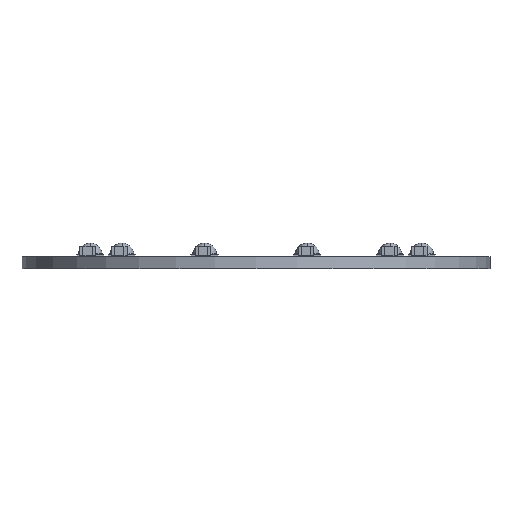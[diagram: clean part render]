
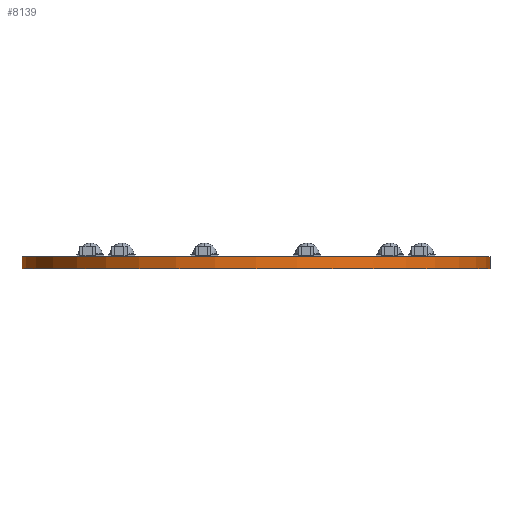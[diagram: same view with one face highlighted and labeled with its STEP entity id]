
A CAD part, front view. The second image highlights one B-rep face of the part: STEP entity #8139.
In plain terms, the highlighted cylindrical face has radius 30 mm (diameter 60 mm), a full revolution.
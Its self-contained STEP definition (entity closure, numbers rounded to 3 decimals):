
#8139 = ADVANCED_FACE('',(#8140),#8154,.T.);
#8140 = FACE_BOUND('',#8141,.F.);
#8141 = EDGE_LOOP('',(#8142,#8172,#8199,#8200));
#8142 = ORIENTED_EDGE('',*,*,#8143,.T.);
#8143 = EDGE_CURVE('',#8144,#8146,#8148,.T.);
#8144 = VERTEX_POINT('',#8145);
#8145 = CARTESIAN_POINT('',(30.,0.,0.));
#8146 = VERTEX_POINT('',#8147);
#8147 = CARTESIAN_POINT('',(30.,0.,1.6));
#8148 = SEAM_CURVE('',#8149,(#8153,#8165),.PCURVE_S1.);
#8149 = LINE('',#8150,#8151);
#8150 = CARTESIAN_POINT('',(30.,0.,0.));
#8151 = VECTOR('',#8152,1.);
#8152 = DIRECTION('',(0.,0.,1.));
#8153 = PCURVE('',#8154,#8159);
#8154 = CYLINDRICAL_SURFACE('',#8155,30.);
#8155 = AXIS2_PLACEMENT_3D('',#8156,#8157,#8158);
#8156 = CARTESIAN_POINT('',(0.,0.,0.));
#8157 = DIRECTION('',(0.,0.,-1.));
#8158 = DIRECTION('',(1.,0.,0.));
#8159 = DEFINITIONAL_REPRESENTATION('',(#8160),#8164);
#8160 = LINE('',#8161,#8162);
#8161 = CARTESIAN_POINT('',(0.,0.));
#8162 = VECTOR('',#8163,1.);
#8163 = DIRECTION('',(0.,-1.));
#8164 = ( GEOMETRIC_REPRESENTATION_CONTEXT(2) 
PARAMETRIC_REPRESENTATION_CONTEXT() REPRESENTATION_CONTEXT('2D SPACE',''
  ) );
#8165 = PCURVE('',#8154,#8166);
#8166 = DEFINITIONAL_REPRESENTATION('',(#8167),#8171);
#8167 = LINE('',#8168,#8169);
#8168 = CARTESIAN_POINT('',(-6.283,0.));
#8169 = VECTOR('',#8170,1.);
#8170 = DIRECTION('',(0.,-1.));
#8171 = ( GEOMETRIC_REPRESENTATION_CONTEXT(2) 
PARAMETRIC_REPRESENTATION_CONTEXT() REPRESENTATION_CONTEXT('2D SPACE',''
  ) );
#8172 = ORIENTED_EDGE('',*,*,#8173,.T.);
#8173 = EDGE_CURVE('',#8146,#8146,#8174,.T.);
#8174 = SURFACE_CURVE('',#8175,(#8180,#8187),.PCURVE_S1.);
#8175 = CIRCLE('',#8176,30.);
#8176 = AXIS2_PLACEMENT_3D('',#8177,#8178,#8179);
#8177 = CARTESIAN_POINT('',(0.,0.,1.6));
#8178 = DIRECTION('',(0.,0.,1.));
#8179 = DIRECTION('',(1.,0.,0.));
#8180 = PCURVE('',#8154,#8181);
#8181 = DEFINITIONAL_REPRESENTATION('',(#8182),#8186);
#8182 = LINE('',#8183,#8184);
#8183 = CARTESIAN_POINT('',(0.,-1.6));
#8184 = VECTOR('',#8185,1.);
#8185 = DIRECTION('',(-1.,0.));
#8186 = ( GEOMETRIC_REPRESENTATION_CONTEXT(2) 
PARAMETRIC_REPRESENTATION_CONTEXT() REPRESENTATION_CONTEXT('2D SPACE',''
  ) );
#8187 = PCURVE('',#8188,#8193);
#8188 = PLANE('',#8189);
#8189 = AXIS2_PLACEMENT_3D('',#8190,#8191,#8192);
#8190 = CARTESIAN_POINT('',(0.,0.,1.6
    ));
#8191 = DIRECTION('',(0.,0.,1.));
#8192 = DIRECTION('',(1.,0.,0.));
#8193 = DEFINITIONAL_REPRESENTATION('',(#8194),#8198);
#8194 = CIRCLE('',#8195,30.);
#8195 = AXIS2_PLACEMENT_2D('',#8196,#8197);
#8196 = CARTESIAN_POINT('',(0.,0.));
#8197 = DIRECTION('',(1.,0.));
#8198 = ( GEOMETRIC_REPRESENTATION_CONTEXT(2) 
PARAMETRIC_REPRESENTATION_CONTEXT() REPRESENTATION_CONTEXT('2D SPACE',''
  ) );
#8199 = ORIENTED_EDGE('',*,*,#8143,.F.);
#8200 = ORIENTED_EDGE('',*,*,#8201,.F.);
#8201 = EDGE_CURVE('',#8144,#8144,#8202,.T.);
#8202 = SURFACE_CURVE('',#8203,(#8208,#8215),.PCURVE_S1.);
#8203 = CIRCLE('',#8204,30.);
#8204 = AXIS2_PLACEMENT_3D('',#8205,#8206,#8207);
#8205 = CARTESIAN_POINT('',(0.,0.,0.));
#8206 = DIRECTION('',(0.,0.,1.));
#8207 = DIRECTION('',(1.,0.,0.));
#8208 = PCURVE('',#8154,#8209);
#8209 = DEFINITIONAL_REPRESENTATION('',(#8210),#8214);
#8210 = LINE('',#8211,#8212);
#8211 = CARTESIAN_POINT('',(0.,0.));
#8212 = VECTOR('',#8213,1.);
#8213 = DIRECTION('',(-1.,0.));
#8214 = ( GEOMETRIC_REPRESENTATION_CONTEXT(2) 
PARAMETRIC_REPRESENTATION_CONTEXT() REPRESENTATION_CONTEXT('2D SPACE',''
  ) );
#8215 = PCURVE('',#8216,#8221);
#8216 = PLANE('',#8217);
#8217 = AXIS2_PLACEMENT_3D('',#8218,#8219,#8220);
#8218 = CARTESIAN_POINT('',(0.,0.,
    0.));
#8219 = DIRECTION('',(0.,0.,1.));
#8220 = DIRECTION('',(1.,0.,0.));
#8221 = DEFINITIONAL_REPRESENTATION('',(#8222),#8226);
#8222 = CIRCLE('',#8223,30.);
#8223 = AXIS2_PLACEMENT_2D('',#8224,#8225);
#8224 = CARTESIAN_POINT('',(0.,0.));
#8225 = DIRECTION('',(1.,0.));
#8226 = ( GEOMETRIC_REPRESENTATION_CONTEXT(2) 
PARAMETRIC_REPRESENTATION_CONTEXT() REPRESENTATION_CONTEXT('2D SPACE',''
  ) );
